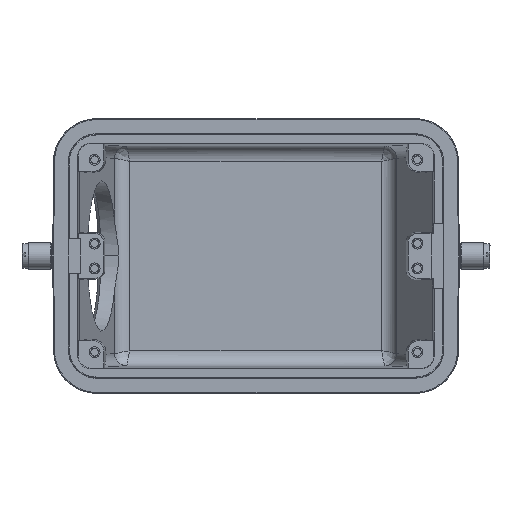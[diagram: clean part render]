
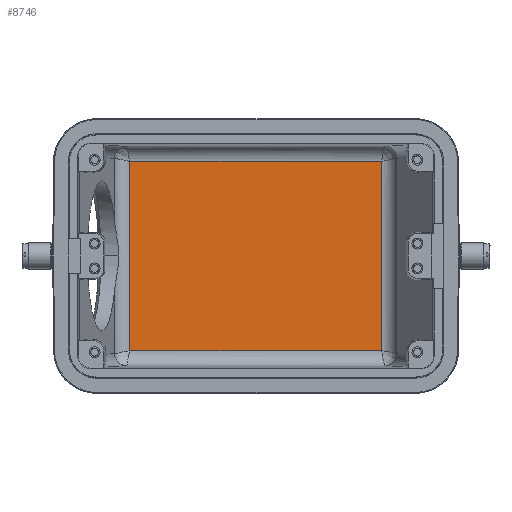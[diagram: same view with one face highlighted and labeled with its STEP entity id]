
A CAD part, front view. The second image highlights one B-rep face of the part: STEP entity #8746.
In plain terms, the highlighted planar face has unit normal (0, -1, 0).
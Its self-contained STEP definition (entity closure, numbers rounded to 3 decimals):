
#668 = LINE ( 'NONE', #669, #20913 ) ;
#669 = CARTESIAN_POINT ( 'NONE',  ( -40.687, 90., -36.3 ) ) ;
#670 = DIRECTION ( 'NONE',  ( 0., 0., 1. ) ) ;
#779 = VERTEX_POINT ( 'NONE', #11907 ) ;
#785 = VERTEX_POINT ( 'NONE', #11919 ) ;
#843 = VERTEX_POINT ( 'NONE', #12450 ) ;
#847 = VERTEX_POINT ( 'NONE', #12446 ) ;
#3647 = EDGE_CURVE ( 'NONE', #779, #785, #19237, .T. ) ;
#3700 = EDGE_CURVE ( 'NONE', #779, #843, #668, .T. ) ;
#3705 = EDGE_CURVE ( 'NONE', #847, #785, #11984, .T. ) ;
#3706 = EDGE_CURVE ( 'NONE', #843, #847, #11987, .T. ) ;
#3795 = PLANE ( 'NONE',  #21151 ) ;
#3796 = CARTESIAN_POINT ( 'NONE',  ( 44.554, 90., -36.3 ) ) ;
#3797 = DIRECTION ( 'NONE',  ( 0., 1., 0. ) ) ;
#3798 = DIRECTION ( 'NONE',  ( 0., 0., 1. ) ) ;
#6356 = ORIENTED_EDGE ( 'NONE', *, *, #3705, .F. ) ;
#6358 = ORIENTED_EDGE ( 'NONE', *, *, #3647, .T. ) ;
#6359 = ORIENTED_EDGE ( 'NONE', *, *, #3700, .F. ) ;
#6360 = ORIENTED_EDGE ( 'NONE', *, *, #3706, .F. ) ;
#8746 = ADVANCED_FACE ( 'NONE', ( #21149 ), #3795, .F. ) ;
#11907 = CARTESIAN_POINT ( 'NONE',  ( -40.687, 90., -30.488 ) ) ;
#11919 = CARTESIAN_POINT ( 'NONE',  ( 40.433, 90., -30.488 ) ) ;
#11984 = LINE ( 'NONE', #11985, #20910 ) ;
#11985 = CARTESIAN_POINT ( 'NONE',  ( 40.433, 90., -36.3 ) ) ;
#11986 = DIRECTION ( 'NONE',  ( 0., 0., -1. ) ) ;
#11987 = LINE ( 'NONE', #11988, #20909 ) ;
#11988 = CARTESIAN_POINT ( 'NONE',  ( 44.554, 90., 30.488 ) ) ;
#11989 = DIRECTION ( 'NONE',  ( 1., 0., 0. ) ) ;
#12446 = CARTESIAN_POINT ( 'NONE',  ( 40.433, 90., 30.488 ) ) ;
#12450 = CARTESIAN_POINT ( 'NONE',  ( -40.687, 90., 30.488 ) ) ;
#19237 = LINE ( 'NONE', #19238, #20962 ) ;
#19238 = CARTESIAN_POINT ( 'NONE',  ( 57.796, 90., -30.488 ) ) ;
#19239 = DIRECTION ( 'NONE',  ( 1., 0., 0. ) ) ;
#20909 = VECTOR ( 'NONE', #11989, 1000. ) ;
#20910 = VECTOR ( 'NONE', #11986, 1000. ) ;
#20913 = VECTOR ( 'NONE', #670, 1000. ) ;
#20962 = VECTOR ( 'NONE', #19239, 1000. ) ;
#21149 = FACE_OUTER_BOUND ( 'NONE', #21885, .T. ) ;
#21151 = AXIS2_PLACEMENT_3D ( 'NONE', #3796, #3797, #3798 ) ;
#21885 = EDGE_LOOP ( 'NONE', ( #6360, #6359, #6358, #6356 ) ) ;
